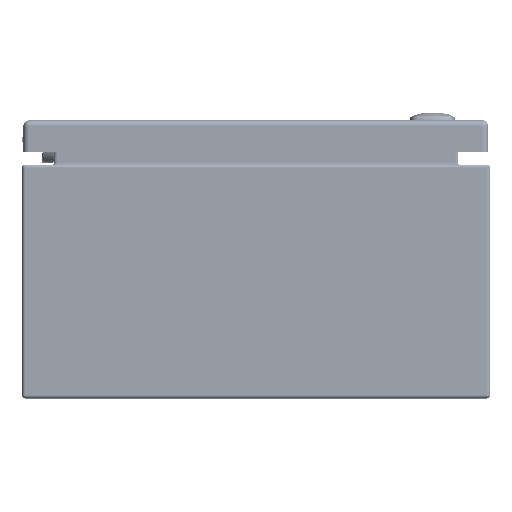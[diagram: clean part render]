
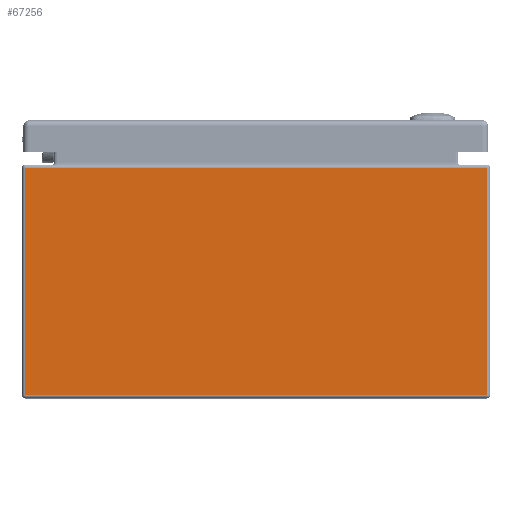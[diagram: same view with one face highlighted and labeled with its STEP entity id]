
A CAD part, front view. The second image highlights one B-rep face of the part: STEP entity #67256.
In plain terms, the highlighted planar face has unit normal (0, -1, 0).
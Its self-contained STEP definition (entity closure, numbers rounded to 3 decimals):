
#6821=LINE('',#94480,#10955);
#6827=LINE('',#94498,#10961);
#6831=LINE('',#94515,#10965);
#6865=LINE('',#94678,#10999);
#10955=VECTOR('',#78292,0.394);
#10961=VECTOR('',#78312,0.394);
#10965=VECTOR('',#78330,0.394);
#10999=VECTOR('',#78516,0.394);
#16201=FACE_OUTER_BOUND('',#20363,.T.);
#20363=EDGE_LOOP('',(#44838,#44839,#44840,#44841));
#27297=VERTEX_POINT('',#94471);
#27300=VERTEX_POINT('',#94478);
#27305=VERTEX_POINT('',#94497);
#27310=VERTEX_POINT('',#94508);
#33990=EDGE_CURVE('',#27300,#27297,#6821,.T.);
#33999=EDGE_CURVE('',#27297,#27305,#6827,.T.);
#34008=EDGE_CURVE('',#27305,#27310,#6831,.T.);
#34090=EDGE_CURVE('',#27310,#27300,#6865,.T.);
#44838=ORIENTED_EDGE('',*,*,#33990,.F.);
#44839=ORIENTED_EDGE('',*,*,#34090,.F.);
#44840=ORIENTED_EDGE('',*,*,#34008,.F.);
#44841=ORIENTED_EDGE('',*,*,#33999,.F.);
#65763=PLANE('',#72327);
#67256=ADVANCED_FACE('',(#16201),#65763,.F.);
#72327=AXIS2_PLACEMENT_3D('',#94677,#78514,#78515);
#78292=DIRECTION('',(0.,0.,1.));
#78312=DIRECTION('',(1.,0.,0.));
#78330=DIRECTION('',(0.,0.,-1.));
#78514=DIRECTION('center_axis',(0.,1.,0.));
#78515=DIRECTION('ref_axis',(0.,0.,1.));
#78516=DIRECTION('',(-1.,0.,0.));
#94471=CARTESIAN_POINT('',(-5.916,-12.,5.916));
#94478=CARTESIAN_POINT('',(-5.916,-12.,0.084));
#94480=CARTESIAN_POINT('',(-5.916,-12.,5.916));
#94497=CARTESIAN_POINT('',(5.916,-12.,5.916));
#94498=CARTESIAN_POINT('',(-5.078,-12.,5.916));
#94508=CARTESIAN_POINT('',(5.916,-12.,0.084));
#94515=CARTESIAN_POINT('',(5.916,-12.,5.916));
#94677=CARTESIAN_POINT('Origin',(5.078,-12.,5.916));
#94678=CARTESIAN_POINT('',(5.518,-12.,0.084));
